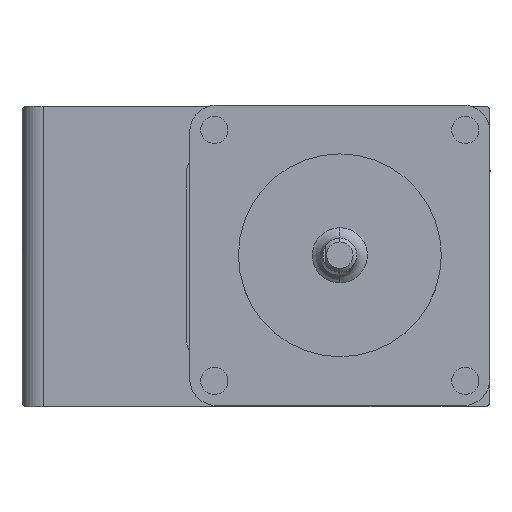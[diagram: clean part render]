
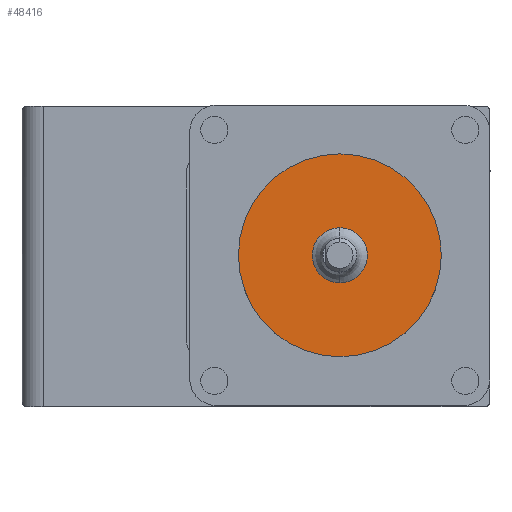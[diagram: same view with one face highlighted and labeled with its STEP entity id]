
A CAD part, top view. The second image highlights one B-rep face of the part: STEP entity #48416.
In plain terms, the highlighted planar face has unit normal (0, 0, 1).
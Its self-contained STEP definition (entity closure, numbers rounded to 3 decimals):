
#189 = AXIS2_PLACEMENT_3D ( 'NONE', #59130, #8130, #43878 ) ;
#2301 = CIRCLE ( 'NONE', #33415, 19.05 ) ;
#3006 = VERTEX_POINT ( 'NONE', #57360 ) ;
#3422 = DIRECTION ( 'NONE',  ( 0., 1., 0. ) ) ;
#4632 = DIRECTION ( 'NONE',  ( 0., 0., 1. ) ) ;
#7823 = VERTEX_POINT ( 'NONE', #27393 ) ;
#8130 = DIRECTION ( 'NONE',  ( 0., 0., 1. ) ) ;
#10146 = EDGE_LOOP ( 'NONE', ( #36096, #57583 ) ) ;
#13058 = EDGE_CURVE ( 'NONE', #3006, #7823, #2301, .T. ) ;
#20924 = AXIS2_PLACEMENT_3D ( 'NONE', #64703, #34018, #3422 ) ;
#27393 = CARTESIAN_POINT ( 'NONE',  ( 0., -19.05, 48.1 ) ) ;
#30481 = CIRCLE ( 'NONE', #20924, 19.05 ) ;
#33415 = AXIS2_PLACEMENT_3D ( 'NONE', #35217, #4632, #40357 ) ;
#34018 = DIRECTION ( 'NONE',  ( 0., 0., 1. ) ) ;
#35217 = CARTESIAN_POINT ( 'NONE',  ( 0., 0., 48.1 ) ) ;
#36096 = ORIENTED_EDGE ( 'NONE', *, *, #54972, .T. ) ;
#40357 = DIRECTION ( 'NONE',  ( 0., 1., 0. ) ) ;
#43878 = DIRECTION ( 'NONE',  ( 0., 1., 0. ) ) ;
#48416 = ADVANCED_FACE ( 'NONE', ( #49102 ), #55565, .T. ) ;
#49102 = FACE_OUTER_BOUND ( 'NONE', #10146, .T. ) ;
#54972 = EDGE_CURVE ( 'NONE', #7823, #3006, #30481, .T. ) ;
#55565 = PLANE ( 'NONE',  #189 ) ;
#57360 = CARTESIAN_POINT ( 'NONE',  ( 0., 19.05, 48.1 ) ) ;
#57583 = ORIENTED_EDGE ( 'NONE', *, *, #13058, .T. ) ;
#59130 = CARTESIAN_POINT ( 'NONE',  ( 0., 0., 48.1 ) ) ;
#64703 = CARTESIAN_POINT ( 'NONE',  ( 0., 0., 48.1 ) ) ;
